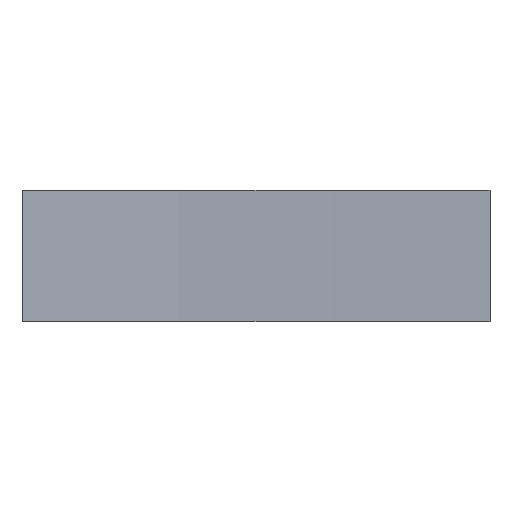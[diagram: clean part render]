
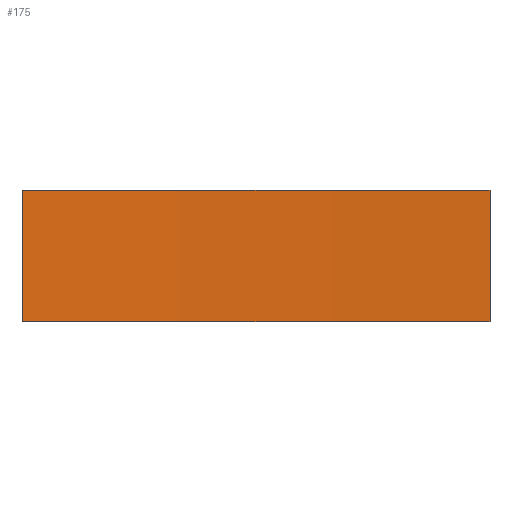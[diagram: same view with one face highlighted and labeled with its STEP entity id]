
A CAD part, top view. The second image highlights one B-rep face of the part: STEP entity #175.
In plain terms, the highlighted cylindrical face has radius 2542 mm (diameter 5084 mm), a partial arc.
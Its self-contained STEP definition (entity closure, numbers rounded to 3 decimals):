
#63=CARTESIAN_POINT('Vertex',(125.,35.,0.)) ;
#66=CARTESIAN_POINT('Line Origine',(125.,0.,0.)) ;
#70=CARTESIAN_POINT('Vertex',(125.,-35.,0.)) ;
#132=CARTESIAN_POINT('Vertex',(-125.,35.,0.)) ;
#139=CARTESIAN_POINT('Vertex',(-125.,-35.,0.)) ;
#142=CARTESIAN_POINT('Line Origine',(-125.,0.,0.)) ;
#154=CARTESIAN_POINT('Axis2P3D Location',(0.,0.,2538.925)) ;
#159=CARTESIAN_POINT('Axis2P3D Location',(0.,35.,2538.925)) ;
#164=CARTESIAN_POINT('Axis2P3D Location',(0.,-35.,2538.925)) ;
#67=DIRECTION('Vector Direction',(0.,1.,0.)) ;
#143=DIRECTION('Vector Direction',(0.,1.,0.)) ;
#155=DIRECTION('Axis2P3D Direction',(0.,1.,0.)) ;
#156=DIRECTION('Axis2P3D XDirection',(0.049,0.,-0.999)) ;
#160=DIRECTION('Axis2P3D Direction',(0.,1.,0.)) ;
#165=DIRECTION('Axis2P3D Direction',(0.,1.,0.)) ;
#157=AXIS2_PLACEMENT_3D('Cylinder Axis2P3D',#154,#155,#156) ;
#161=AXIS2_PLACEMENT_3D('Circle Axis2P3D',#159,#160,$) ;
#166=AXIS2_PLACEMENT_3D('Circle Axis2P3D',#164,#165,$) ;
#170=ORIENTED_EDGE('',*,*,#163,.T.) ;
#171=ORIENTED_EDGE('',*,*,#146,.F.) ;
#172=ORIENTED_EDGE('',*,*,#168,.F.) ;
#173=ORIENTED_EDGE('',*,*,#72,.T.) ;
#68=VECTOR('Line Direction',#67,1.) ;
#144=VECTOR('Line Direction',#143,1.) ;
#175=ADVANCED_FACE('PartBody',(#174),#158,.F.) ;
#162=CIRCLE('generated circle',#161,2542.) ;
#167=CIRCLE('generated circle',#166,2542.) ;
#158=CYLINDRICAL_SURFACE('generated cylinder',#157,2542.) ;
#72=EDGE_CURVE('',#71,#64,#69,.T.) ;
#146=EDGE_CURVE('',#140,#133,#145,.T.) ;
#163=EDGE_CURVE('',#64,#133,#162,.T.) ;
#168=EDGE_CURVE('',#71,#140,#167,.T.) ;
#169=EDGE_LOOP('',(#170,#171,#172,#173)) ;
#174=FACE_OUTER_BOUND('',#169,.T.) ;
#69=LINE('Line',#66,#68) ;
#145=LINE('Line',#142,#144) ;
#64=VERTEX_POINT('',#63) ;
#71=VERTEX_POINT('',#70) ;
#133=VERTEX_POINT('',#132) ;
#140=VERTEX_POINT('',#139) ;
